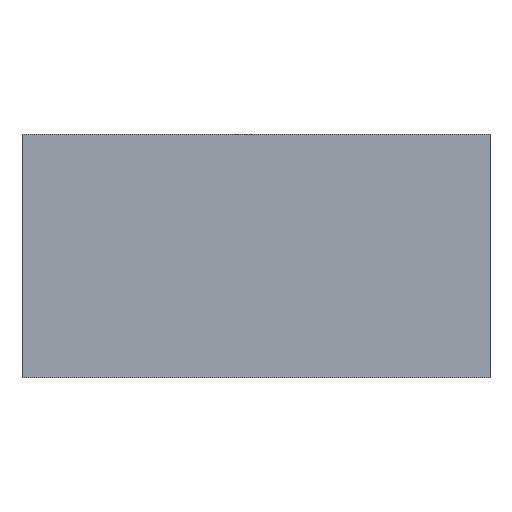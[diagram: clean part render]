
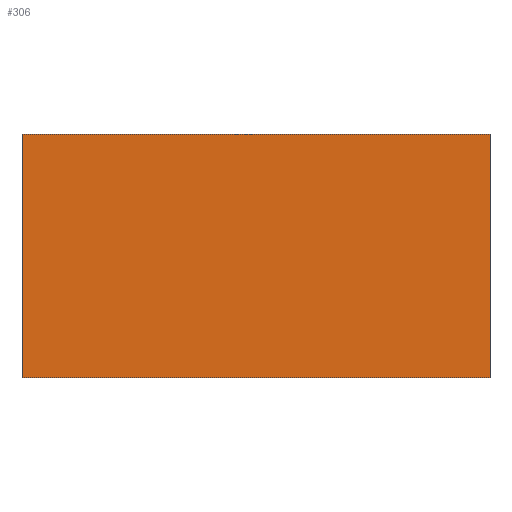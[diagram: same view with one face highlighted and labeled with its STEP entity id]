
A CAD part, top view. The second image highlights one B-rep face of the part: STEP entity #306.
In plain terms, the highlighted planar face has unit normal (0, 0, 1).
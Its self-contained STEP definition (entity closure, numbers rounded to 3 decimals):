
#140 = VERTEX_POINT('',#141);
#141 = CARTESIAN_POINT('',(-75.002,-0.001,
    19.61));
#147 = EDGE_CURVE('',#140,#148,#150,.T.);
#148 = VERTEX_POINT('',#149);
#149 = CARTESIAN_POINT('',(0.001,-0.001,
    19.61));
#150 = LINE('',#151,#152);
#151 = CARTESIAN_POINT('',(-75.002,-0.001,
    19.61));
#152 = VECTOR('',#153,1.);
#153 = DIRECTION('',(1.,0.,0.));
#171 = VERTEX_POINT('',#172);
#172 = CARTESIAN_POINT('',(-75.002,38.999,
    19.61));
#178 = EDGE_CURVE('',#171,#140,#179,.T.);
#179 = LINE('',#180,#181);
#180 = CARTESIAN_POINT('',(-75.002,38.999,
    19.61));
#181 = VECTOR('',#182,1.);
#182 = DIRECTION('',(0.,-1.,0.));
#195 = EDGE_CURVE('',#148,#196,#198,.T.);
#196 = VERTEX_POINT('',#197);
#197 = CARTESIAN_POINT('',(0.001,38.999,
    19.61));
#198 = LINE('',#199,#200);
#199 = CARTESIAN_POINT('',(0.001,-0.001,
    19.61));
#200 = VECTOR('',#201,1.);
#201 = DIRECTION('',(0.,1.,0.));
#219 = EDGE_CURVE('',#196,#171,#220,.T.);
#220 = LINE('',#221,#222);
#221 = CARTESIAN_POINT('',(0.001,38.999,
    19.61));
#222 = VECTOR('',#223,1.);
#223 = DIRECTION('',(-1.,0.,0.));
#306 = ADVANCED_FACE('',(#307),#313,.T.);
#307 = FACE_BOUND('',#308,.T.);
#308 = EDGE_LOOP('',(#309,#310,#311,#312));
#309 = ORIENTED_EDGE('',*,*,#147,.T.);
#310 = ORIENTED_EDGE('',*,*,#195,.T.);
#311 = ORIENTED_EDGE('',*,*,#219,.T.);
#312 = ORIENTED_EDGE('',*,*,#178,.T.);
#313 = PLANE('',#314);
#314 = AXIS2_PLACEMENT_3D('',#315,#316,#317);
#315 = CARTESIAN_POINT('',(-37.5,19.499,
    19.61));
#316 = DIRECTION('',(0.,0.,1.));
#317 = DIRECTION('',(1.,0.,0.));
